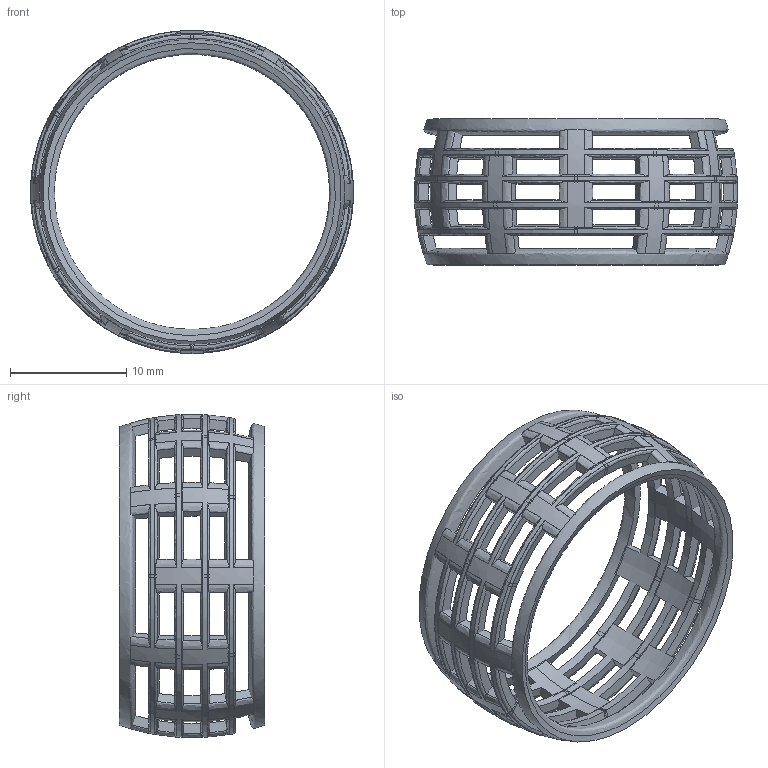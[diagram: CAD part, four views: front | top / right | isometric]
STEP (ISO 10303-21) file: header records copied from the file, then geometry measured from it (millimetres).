
FILE_DESCRIPTION(('FreeCAD Model'),'2;1');
FILE_NAME('Open CASCADE Shape Model','2025-05-04T09:53:57',('FreeCAD'),( 'FreeCAD'),'Open CASCADE STEP processor 7.6','FreeCAD','Unknown');
FILE_SCHEMA(('AUTOMOTIVE_DESIGN { 1 0 10303 214 1 1 1 1 }'));
Products named in the file (1): Open CASCADE STEP translator 7.6 1
Bounding box: 27.84 x 12.55 x 27.8 mm (x, y, z)
Surface area: 2509.1 mm2 (no closed solid volume)
Topology: 0 solids, 566 shells, 566 faces, 7634 edges, 7628 vertices
Faces by surface type: bspline 566
Entity records: 89668 total; most frequent: CARTESIAN_POINT 55737, ORIENTED_EDGE 7640, EDGE_CURVE 7634, VERTEX_POINT 7628, B_SPLINE_CURVE_WITH_KNOTS 7622, SHELL_BASED_SURFACE_MODEL 566, OPEN_SHELL 566, ADVANCED_FACE 566
